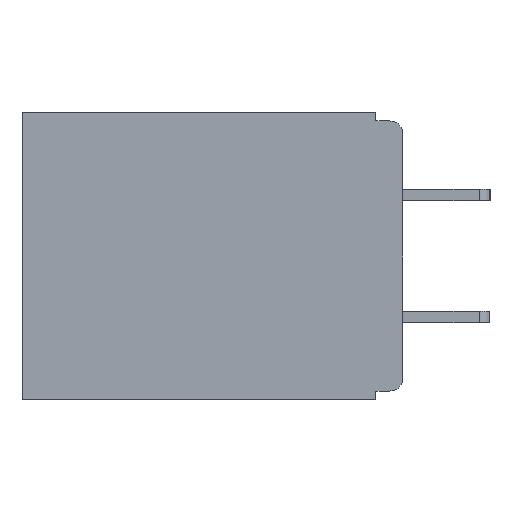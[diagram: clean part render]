
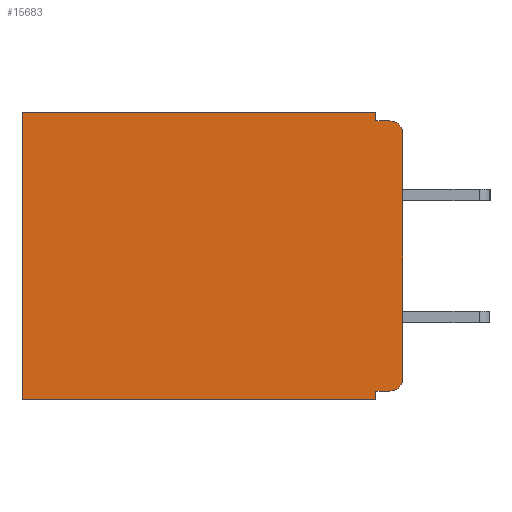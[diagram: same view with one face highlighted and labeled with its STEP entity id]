
A CAD part, left-side view. The second image highlights one B-rep face of the part: STEP entity #15683.
In plain terms, the highlighted planar face has unit normal (-1, 0, 0).
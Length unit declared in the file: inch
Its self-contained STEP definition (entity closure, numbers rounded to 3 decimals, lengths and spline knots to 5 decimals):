
#392 = PLANE ( 'NONE',  #27932 ) ;
#597 = CARTESIAN_POINT ( 'NONE',  ( 0.3, 0.437, -0.33 ) ) ;
#607 = EDGE_LOOP ( 'NONE', ( #24352, #5830, #6080, #6048, #8675, #5774, #2285, #5710, #29079, #13312 ) ) ;
#1422 = AXIS2_PLACEMENT_3D ( 'NONE', #5376, #22200, #7847 ) ;
#2191 = VERTEX_POINT ( 'NONE', #20119 ) ;
#2211 = CARTESIAN_POINT ( 'NONE',  ( 0.3, 0.031, -0.33 ) ) ;
#2285 = ORIENTED_EDGE ( 'NONE', *, *, #12240, .F. ) ;
#3021 = LINE ( 'NONE', #13915, #27877 ) ;
#3168 = CARTESIAN_POINT ( 'NONE',  ( 0.3, 0., -0.32 ) ) ;
#3178 = DIRECTION ( 'NONE',  ( -1., 0., 0. ) ) ;
#3346 = DIRECTION ( 'NONE',  ( 0., 1., 0. ) ) ;
#3685 = CARTESIAN_POINT ( 'NONE',  ( 0.3, 0.437, 0. ) ) ;
#4479 = CARTESIAN_POINT ( 'NONE',  ( 0.3, 0., -0.33 ) ) ;
#4869 = CARTESIAN_POINT ( 'NONE',  ( 0.3, 0., 0. ) ) ;
#4916 = EDGE_CURVE ( 'NONE', #19873, #7069, #6203, .T. ) ;
#4986 = EDGE_CURVE ( 'NONE', #7069, #9587, #11139, .T. ) ;
#5353 = CARTESIAN_POINT ( 'NONE',  ( 0.3, 0., -0.33 ) ) ;
#5376 = CARTESIAN_POINT ( 'NONE',  ( 0.3, 0.015, -0.025 ) ) ;
#5402 = VECTOR ( 'NONE', #15062, 39.37008 ) ;
#5479 = VERTEX_POINT ( 'NONE', #19830 ) ;
#5710 = ORIENTED_EDGE ( 'NONE', *, *, #4986, .F. ) ;
#5774 = ORIENTED_EDGE ( 'NONE', *, *, #17116, .T. ) ;
#5830 = ORIENTED_EDGE ( 'NONE', *, *, #20695, .T. ) ;
#6048 = ORIENTED_EDGE ( 'NONE', *, *, #21484, .F. ) ;
#6080 = ORIENTED_EDGE ( 'NONE', *, *, #13427, .F. ) ;
#6203 = LINE ( 'NONE', #3168, #24650 ) ;
#6430 = AXIS2_PLACEMENT_3D ( 'NONE', #17597, #3178, #20042 ) ;
#7069 = VERTEX_POINT ( 'NONE', #16639 ) ;
#7309 = CIRCLE ( 'NONE', #1422, 0.015 ) ;
#7730 = CARTESIAN_POINT ( 'NONE',  ( 0.3, 0., -0.33 ) ) ;
#7847 = DIRECTION ( 'NONE',  ( 0., 0., -1. ) ) ;
#8675 = ORIENTED_EDGE ( 'NONE', *, *, #22356, .T. ) ;
#8905 = CARTESIAN_POINT ( 'NONE',  ( 0.3, 0.031, 0. ) ) ;
#9587 = VERTEX_POINT ( 'NONE', #2211 ) ;
#9872 = CARTESIAN_POINT ( 'NONE',  ( 0.3, 0., -0.025 ) ) ;
#10157 = DIRECTION ( 'NONE',  ( 0., 0., -1. ) ) ;
#11139 = LINE ( 'NONE', #24023, #15998 ) ;
#12240 = EDGE_CURVE ( 'NONE', #9587, #15726, #29565, .T. ) ;
#13312 = ORIENTED_EDGE ( 'NONE', *, *, #17553, .T. ) ;
#13427 = EDGE_CURVE ( 'NONE', #2191, #27122, #3021, .T. ) ;
#13915 = CARTESIAN_POINT ( 'NONE',  ( 0.3, 0., -0.01 ) ) ;
#14454 = CIRCLE ( 'NONE', #6430, 0.015 ) ;
#15062 = DIRECTION ( 'NONE',  ( 0., 0., -1. ) ) ;
#15683 = ADVANCED_FACE ( 'NONE', ( #17541 ), #392, .F. ) ;
#15726 = VERTEX_POINT ( 'NONE', #597 ) ;
#15998 = VECTOR ( 'NONE', #18986, 39.37008 ) ;
#16639 = CARTESIAN_POINT ( 'NONE',  ( 0.3, 0.031, -0.32 ) ) ;
#17116 = EDGE_CURVE ( 'NONE', #30928, #15726, #21605, .T. ) ;
#17541 = FACE_OUTER_BOUND ( 'NONE', #607, .T. ) ;
#17553 = EDGE_CURVE ( 'NONE', #19873, #5479, #14454, .T. ) ;
#17597 = CARTESIAN_POINT ( 'NONE',  ( 0.3, 0.015, -0.305 ) ) ;
#18369 = DIRECTION ( 'NONE',  ( 0., 0., -1. ) ) ;
#18884 = DIRECTION ( 'NONE',  ( 0., 1., 0. ) ) ;
#18986 = DIRECTION ( 'NONE',  ( 0., 0., -1. ) ) ;
#19181 = DIRECTION ( 'NONE',  ( 0., 1., 0. ) ) ;
#19536 = CARTESIAN_POINT ( 'NONE',  ( 0.3, 0.015, -0.01 ) ) ;
#19616 = LINE ( 'NONE', #4869, #23737 ) ;
#19830 = CARTESIAN_POINT ( 'NONE',  ( 0.3, 0., -0.305 ) ) ;
#19873 = VERTEX_POINT ( 'NONE', #26510 ) ;
#20042 = DIRECTION ( 'NONE',  ( 0., 0., -1. ) ) ;
#20119 = CARTESIAN_POINT ( 'NONE',  ( 0.3, 0.031, -0.01 ) ) ;
#20383 = VERTEX_POINT ( 'NONE', #8905 ) ;
#20695 = EDGE_CURVE ( 'NONE', #25597, #27122, #7309, .T. ) ;
#21484 = EDGE_CURVE ( 'NONE', #20383, #2191, #30906, .T. ) ;
#21605 = LINE ( 'NONE', #25512, #27234 ) ;
#22200 = DIRECTION ( 'NONE',  ( -1., 0., 0. ) ) ;
#22356 = EDGE_CURVE ( 'NONE', #20383, #30928, #19616, .T. ) ;
#23178 = VECTOR ( 'NONE', #18884, 39.37008 ) ;
#23737 = VECTOR ( 'NONE', #19181, 39.37008 ) ;
#24023 = CARTESIAN_POINT ( 'NONE',  ( 0.3, 0.031, -0.33 ) ) ;
#24352 = ORIENTED_EDGE ( 'NONE', *, *, #29451, .F. ) ;
#24512 = DIRECTION ( 'NONE',  ( 1., 0., 0. ) ) ;
#24650 = VECTOR ( 'NONE', #3346, 39.37008 ) ;
#25512 = CARTESIAN_POINT ( 'NONE',  ( 0.3, 0.437, -0.33 ) ) ;
#25597 = VERTEX_POINT ( 'NONE', #9872 ) ;
#26090 = LINE ( 'NONE', #5353, #5402 ) ;
#26510 = CARTESIAN_POINT ( 'NONE',  ( 0.3, 0.015, -0.32 ) ) ;
#27122 = VERTEX_POINT ( 'NONE', #19536 ) ;
#27234 = VECTOR ( 'NONE', #27726, 39.37008 ) ;
#27726 = DIRECTION ( 'NONE',  ( 0., 0., -1. ) ) ;
#27877 = VECTOR ( 'NONE', #28392, 39.37008 ) ;
#27932 = AXIS2_PLACEMENT_3D ( 'NONE', #7730, #24512, #10157 ) ;
#28392 = DIRECTION ( 'NONE',  ( 0., -1., 0. ) ) ;
#29079 = ORIENTED_EDGE ( 'NONE', *, *, #4916, .F. ) ;
#29451 = EDGE_CURVE ( 'NONE', #25597, #5479, #26090, .T. ) ;
#29565 = LINE ( 'NONE', #4479, #23178 ) ;
#30158 = VECTOR ( 'NONE', #18369, 39.37008 ) ;
#30329 = CARTESIAN_POINT ( 'NONE',  ( 0.3, 0.031, 0. ) ) ;
#30906 = LINE ( 'NONE', #30329, #30158 ) ;
#30928 = VERTEX_POINT ( 'NONE', #3685 ) ;
